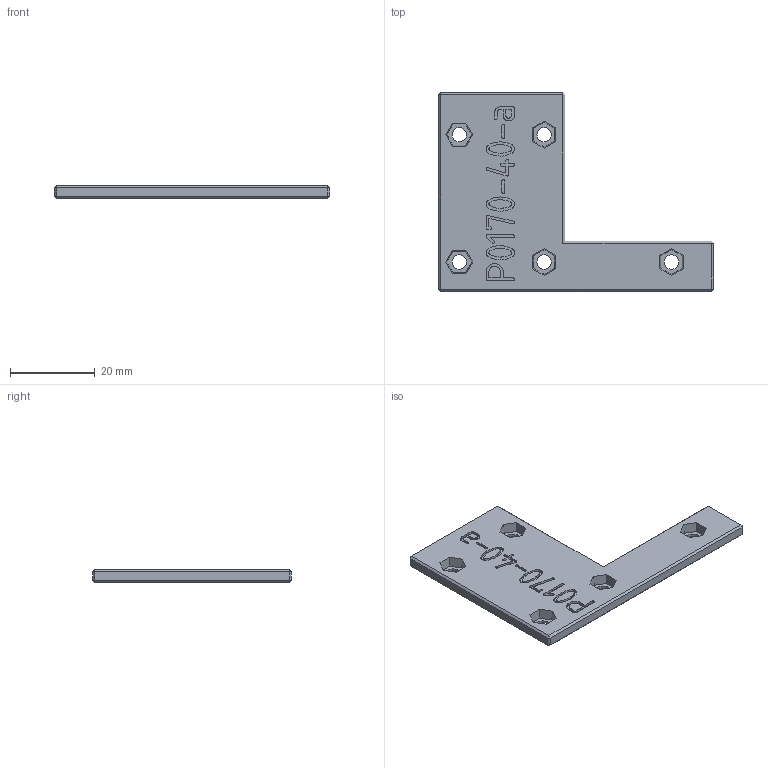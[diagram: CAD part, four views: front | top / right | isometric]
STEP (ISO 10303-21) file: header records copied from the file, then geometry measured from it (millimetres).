
FILE_DESCRIPTION(('FreeCAD Model'),'2;1');
FILE_NAME('Open CASCADE Shape Model','2023-10-19T13:23:51',(''),(''), 'Open CASCADE STEP processor 7.6','FreeCAD','Unknown');
FILE_SCHEMA(('AUTOMOTIVE_DESIGN { 1 0 10303 214 1 1 1 1 }'));
Length unit declared in the file: millimetre
Products named in the file (1): P0170-40-a_T-Verbinder_Kabelauslass_Magnet_oben
Bounding box: 64.8 x 46.8 x 3 mm (x, y, z)
Volume: 4827.2 mm3; surface area: 4523.4 mm2
Topology: 1 solids, 1 shells, 269 faces, 700 edges, 456 vertices
Faces by surface type: extrusion 143, plane 88, bspline 30, cylinder 8
Full cylindrical faces by diameter (mm): 3.4 x5, 6 x3
Entity records: 17417 total; most frequent: CARTESIAN_POINT 4436, DIRECTION 1816, VECTOR 1579, LINE 1436, ORIENTED_EDGE 1400, PCURVE 1400, DEFINITIONAL_REPRESENTATION 1400, B_SPLINE_CURVE_WITH_KNOTS 775
